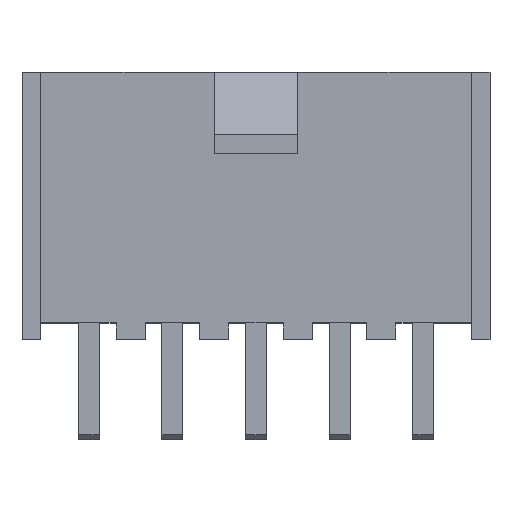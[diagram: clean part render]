
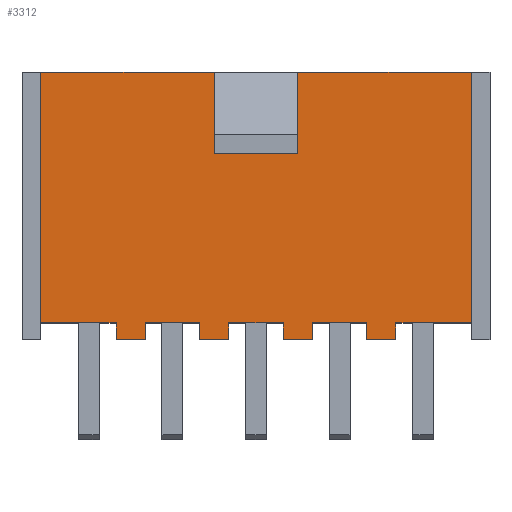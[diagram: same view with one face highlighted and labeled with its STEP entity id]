
A CAD part, top view. The second image highlights one B-rep face of the part: STEP entity #3312.
In plain terms, the highlighted planar face has unit normal (0, 0, 1).
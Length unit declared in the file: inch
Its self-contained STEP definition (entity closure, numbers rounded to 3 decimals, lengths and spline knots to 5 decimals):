
#509=ORIENTED_EDGE('',*,*,#1035,.F.);
#510=ORIENTED_EDGE('',*,*,#1259,.F.);
#511=ORIENTED_EDGE('',*,*,#1260,.T.);
#512=ORIENTED_EDGE('',*,*,#1261,.T.);
#513=ORIENTED_EDGE('',*,*,#1031,.F.);
#514=ORIENTED_EDGE('',*,*,#1201,.T.);
#515=ORIENTED_EDGE('',*,*,#1063,.F.);
#516=ORIENTED_EDGE('',*,*,#1202,.T.);
#517=ORIENTED_EDGE('',*,*,#1136,.T.);
#518=ORIENTED_EDGE('',*,*,#1210,.T.);
#519=ORIENTED_EDGE('',*,*,#1059,.F.);
#520=ORIENTED_EDGE('',*,*,#1209,.T.);
#521=ORIENTED_EDGE('',*,*,#1148,.T.);
#522=ORIENTED_EDGE('',*,*,#1211,.T.);
#523=ORIENTED_EDGE('',*,*,#1055,.F.);
#524=ORIENTED_EDGE('',*,*,#1212,.T.);
#525=ORIENTED_EDGE('',*,*,#1144,.T.);
#526=ORIENTED_EDGE('',*,*,#1214,.T.);
#527=ORIENTED_EDGE('',*,*,#1051,.F.);
#528=ORIENTED_EDGE('',*,*,#1213,.T.);
#529=ORIENTED_EDGE('',*,*,#1140,.T.);
#530=ORIENTED_EDGE('',*,*,#1205,.T.);
#531=ORIENTED_EDGE('',*,*,#1047,.F.);
#532=ORIENTED_EDGE('',*,*,#1206,.F.);
#1031=EDGE_CURVE('',#1505,#1506,#1821,.T.);
#1035=EDGE_CURVE('',#1509,#1510,#1825,.T.);
#1047=EDGE_CURVE('',#1521,#1522,#1837,.T.);
#1051=EDGE_CURVE('',#1525,#1526,#1841,.T.);
#1055=EDGE_CURVE('',#1529,#1530,#1845,.T.);
#1059=EDGE_CURVE('',#1533,#1534,#1849,.T.);
#1063=EDGE_CURVE('',#1537,#1538,#1853,.T.);
#1136=EDGE_CURVE('',#1594,#1592,#1926,.T.);
#1140=EDGE_CURVE('',#1598,#1596,#1930,.T.);
#1144=EDGE_CURVE('',#1602,#1600,#1934,.T.);
#1148=EDGE_CURVE('',#1606,#1604,#1938,.T.);
#1201=EDGE_CURVE('',#1505,#1538,#1991,.T.);
#1202=EDGE_CURVE('',#1537,#1594,#1992,.T.);
#1205=EDGE_CURVE('',#1596,#1522,#1995,.T.);
#1206=EDGE_CURVE('',#1510,#1521,#1996,.T.);
#1209=EDGE_CURVE('',#1533,#1606,#1999,.T.);
#1210=EDGE_CURVE('',#1592,#1534,#2000,.T.);
#1211=EDGE_CURVE('',#1604,#1530,#2001,.T.);
#1212=EDGE_CURVE('',#1529,#1602,#2002,.T.);
#1213=EDGE_CURVE('',#1525,#1598,#2003,.T.);
#1214=EDGE_CURVE('',#1600,#1526,#2004,.T.);
#1259=EDGE_CURVE('',#1647,#1509,#2049,.T.);
#1260=EDGE_CURVE('',#1647,#1648,#2050,.T.);
#1261=EDGE_CURVE('',#1648,#1506,#2051,.T.);
#1505=VERTEX_POINT('',#4515);
#1506=VERTEX_POINT('',#4517);
#1509=VERTEX_POINT('',#4523);
#1510=VERTEX_POINT('',#4525);
#1521=VERTEX_POINT('',#4548);
#1522=VERTEX_POINT('',#4550);
#1525=VERTEX_POINT('',#4556);
#1526=VERTEX_POINT('',#4558);
#1529=VERTEX_POINT('',#4564);
#1530=VERTEX_POINT('',#4566);
#1533=VERTEX_POINT('',#4572);
#1534=VERTEX_POINT('',#4574);
#1537=VERTEX_POINT('',#4580);
#1538=VERTEX_POINT('',#4582);
#1592=VERTEX_POINT('',#4720);
#1594=VERTEX_POINT('',#4723);
#1596=VERTEX_POINT('',#4729);
#1598=VERTEX_POINT('',#4732);
#1600=VERTEX_POINT('',#4738);
#1602=VERTEX_POINT('',#4741);
#1604=VERTEX_POINT('',#4747);
#1606=VERTEX_POINT('',#4750);
#1647=VERTEX_POINT('',#4968);
#1648=VERTEX_POINT('',#4970);
#1821=LINE('',#4516,#2295);
#1825=LINE('',#4524,#2299);
#1837=LINE('',#4549,#2311);
#1841=LINE('',#4557,#2315);
#1845=LINE('',#4565,#2319);
#1849=LINE('',#4573,#2323);
#1853=LINE('',#4581,#2327);
#1926=LINE('',#4722,#2400);
#1930=LINE('',#4731,#2404);
#1934=LINE('',#4740,#2408);
#1938=LINE('',#4749,#2412);
#1991=LINE('',#4848,#2465);
#1992=LINE('',#4850,#2466);
#1995=LINE('',#4856,#2469);
#1996=LINE('',#4858,#2470);
#1999=LINE('',#4868,#2473);
#2000=LINE('',#4870,#2474);
#2001=LINE('',#4872,#2475);
#2002=LINE('',#4874,#2476);
#2003=LINE('',#4876,#2477);
#2004=LINE('',#4878,#2478);
#2049=LINE('',#4967,#2523);
#2050=LINE('',#4969,#2524);
#2051=LINE('',#4971,#2525);
#2295=VECTOR('',#3655,39.37008);
#2299=VECTOR('',#3659,39.37008);
#2311=VECTOR('',#3673,39.37008);
#2315=VECTOR('',#3677,39.37008);
#2319=VECTOR('',#3681,39.37008);
#2323=VECTOR('',#3685,39.37008);
#2327=VECTOR('',#3689,39.37008);
#2400=VECTOR('',#3786,39.37008);
#2404=VECTOR('',#3792,39.37008);
#2408=VECTOR('',#3798,39.37008);
#2412=VECTOR('',#3804,39.37008);
#2465=VECTOR('',#3907,39.37008);
#2466=VECTOR('',#3910,39.37008);
#2469=VECTOR('',#3919,39.37008);
#2470=VECTOR('',#3922,39.37008);
#2473=VECTOR('',#3939,39.37008);
#2474=VECTOR('',#3942,39.37008);
#2475=VECTOR('',#3945,39.37008);
#2476=VECTOR('',#3948,39.37008);
#2477=VECTOR('',#3951,39.37008);
#2478=VECTOR('',#3954,39.37008);
#2523=VECTOR('',#4047,39.37008);
#2524=VECTOR('',#4048,39.37008);
#2525=VECTOR('',#4049,39.37008);
#2808=EDGE_LOOP('',(#509,#510,#511,#512,#513,#514,#515,#516,#517,#518,#519,
#520,#521,#522,#523,#524,#525,#526,#527,#528,#529,#530,#531,#532));
#2978=FACE_BOUND('',#2808,.T.);
#3145=PLANE('',#3517);
#3312=ADVANCED_FACE('',(#2978),#3145,.F.);
#3517=AXIS2_PLACEMENT_3D('',#4966,#4045,#4046);
#3655=DIRECTION('',(1.,0.,0.));
#3659=DIRECTION('',(1.,0.,0.));
#3673=DIRECTION('',(-1.,0.,0.));
#3677=DIRECTION('',(-1.,0.,0.));
#3681=DIRECTION('',(-1.,0.,0.));
#3685=DIRECTION('',(-1.,0.,0.));
#3689=DIRECTION('',(-1.,0.,0.));
#3786=DIRECTION('',(1.,0.,0.));
#3792=DIRECTION('',(1.,0.,0.));
#3798=DIRECTION('',(1.,0.,0.));
#3804=DIRECTION('',(1.,0.,0.));
#3907=DIRECTION('',(0.,-1.,0.));
#3910=DIRECTION('',(0.,-1.,0.));
#3919=DIRECTION('',(0.,1.,0.));
#3922=DIRECTION('',(0.,-1.,0.));
#3939=DIRECTION('',(0.,-1.,0.));
#3942=DIRECTION('',(0.,1.,0.));
#3945=DIRECTION('',(0.,1.,0.));
#3948=DIRECTION('',(0.,-1.,0.));
#3951=DIRECTION('',(0.,-1.,0.));
#3954=DIRECTION('',(0.,1.,0.));
#4045=DIRECTION('',(0.,0.,-1.));
#4046=DIRECTION('',(-1.,0.,0.));
#4047=DIRECTION('',(0.,1.,0.));
#4048=DIRECTION('',(-1.,0.,0.));
#4049=DIRECTION('',(0.,1.,0.));
#4515=CARTESIAN_POINT('',(-0.2575,0.32,0.1));
#4516=CARTESIAN_POINT('',(-0.2575,0.32,0.1));
#4517=CARTESIAN_POINT('',(-0.05,0.32,0.1));
#4523=CARTESIAN_POINT('',(0.05,0.32,0.1));
#4524=CARTESIAN_POINT('',(-0.2575,0.32,0.1));
#4525=CARTESIAN_POINT('',(0.2575,0.32,0.1));
#4548=CARTESIAN_POINT('',(0.2575,0.02,0.1));
#4549=CARTESIAN_POINT('',(0.28,0.02,0.1));
#4550=CARTESIAN_POINT('',(0.1675,0.02,0.1));
#4556=CARTESIAN_POINT('',(0.1325,0.02,0.1));
#4557=CARTESIAN_POINT('',(0.28,0.02,0.1));
#4558=CARTESIAN_POINT('',(0.0675,0.02,0.1));
#4564=CARTESIAN_POINT('',(0.0325,0.02,0.1));
#4565=CARTESIAN_POINT('',(0.28,0.02,0.1));
#4566=CARTESIAN_POINT('',(-0.0325,0.02,0.1));
#4572=CARTESIAN_POINT('',(-0.0675,0.02,0.1));
#4573=CARTESIAN_POINT('',(0.28,0.02,0.1));
#4574=CARTESIAN_POINT('',(-0.1325,0.02,0.1));
#4580=CARTESIAN_POINT('',(-0.1675,0.02,0.1));
#4581=CARTESIAN_POINT('',(0.28,0.02,0.1));
#4582=CARTESIAN_POINT('',(-0.2575,0.02,0.1));
#4720=CARTESIAN_POINT('',(-0.1325,0.,0.1));
#4722=CARTESIAN_POINT('',(-0.2575,0.,0.1));
#4723=CARTESIAN_POINT('',(-0.1675,0.,0.1));
#4729=CARTESIAN_POINT('',(0.1675,0.,0.1));
#4731=CARTESIAN_POINT('',(-0.2575,0.,0.1));
#4732=CARTESIAN_POINT('',(0.1325,0.,0.1));
#4738=CARTESIAN_POINT('',(0.0675,0.,0.1));
#4740=CARTESIAN_POINT('',(-0.2575,0.,0.1));
#4741=CARTESIAN_POINT('',(0.0325,0.,0.1));
#4747=CARTESIAN_POINT('',(-0.0325,0.,0.1));
#4749=CARTESIAN_POINT('',(-0.2575,0.,0.1));
#4750=CARTESIAN_POINT('',(-0.0675,0.,0.1));
#4848=CARTESIAN_POINT('',(-0.2575,0.32,0.1));
#4850=CARTESIAN_POINT('',(-0.1675,-0.02,0.1));
#4856=CARTESIAN_POINT('',(0.1675,0.02,0.1));
#4858=CARTESIAN_POINT('',(0.2575,0.32,0.1));
#4868=CARTESIAN_POINT('',(-0.0675,0.,0.1));
#4870=CARTESIAN_POINT('',(-0.1325,0.02,0.1));
#4872=CARTESIAN_POINT('',(-0.0325,0.02,0.1));
#4874=CARTESIAN_POINT('',(0.0325,0.,0.1));
#4876=CARTESIAN_POINT('',(0.1325,0.,0.1));
#4878=CARTESIAN_POINT('',(0.0675,0.02,0.1));
#4966=CARTESIAN_POINT('',(-0.2575,0.32,0.1));
#4967=CARTESIAN_POINT('',(0.05,0.233,0.1));
#4968=CARTESIAN_POINT('',(0.05,0.233,0.1));
#4969=CARTESIAN_POINT('',(0.05,0.233,0.1));
#4970=CARTESIAN_POINT('',(-0.05,0.233,0.1));
#4971=CARTESIAN_POINT('',(-0.05,0.233,0.1));
